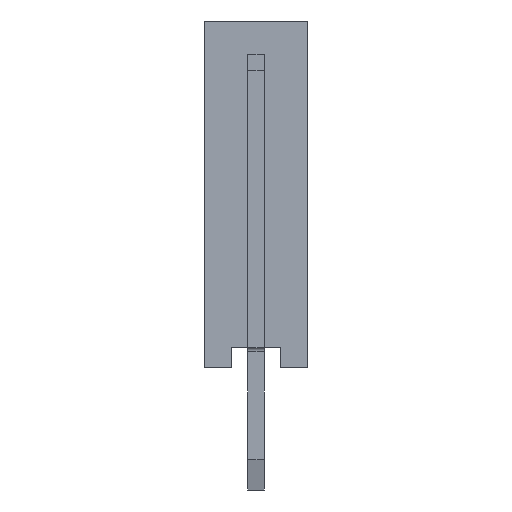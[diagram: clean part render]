
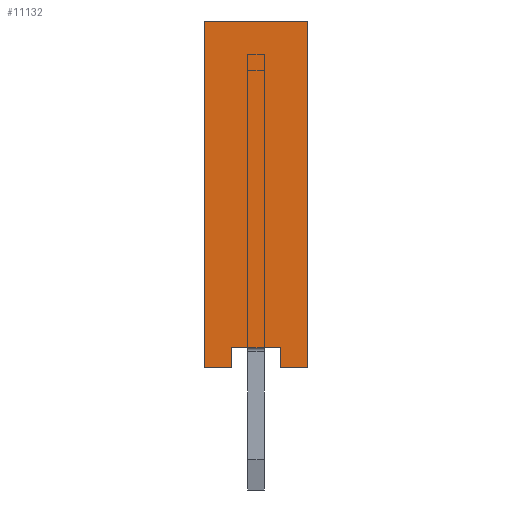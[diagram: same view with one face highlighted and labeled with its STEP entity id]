
A CAD part, left-side view. The second image highlights one B-rep face of the part: STEP entity #11132.
In plain terms, the highlighted planar face has unit normal (-1, 0, 0).
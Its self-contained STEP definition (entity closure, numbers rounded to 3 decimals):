
#11132=ADVANCED_FACE('',(#23888),#23890,.T.);
#23888=FACE_BOUND('',#23889,.T.);
#23889=EDGE_LOOP('',(#34333,#34334,#34335,#34336,#34337,#34338,#34339,#34340));
#23890=PLANE('',#23891);
#23891=AXIS2_PLACEMENT_3D('',#23892,#23893,#23894);
#23892=CARTESIAN_POINT('',(-1.27,1.27,0.));
#23893=DIRECTION('',(-1.,0.,0.));
#23894=DIRECTION('',(0.,-1.,0.));
#34333=ORIENTED_EDGE('',*,*,#40497,.T.);
#34334=ORIENTED_EDGE('',*,*,#40498,.T.);
#34335=ORIENTED_EDGE('',*,*,#40499,.T.);
#34336=ORIENTED_EDGE('',*,*,#40500,.F.);
#34337=ORIENTED_EDGE('',*,*,#40501,.F.);
#34338=ORIENTED_EDGE('',*,*,#40502,.T.);
#34339=ORIENTED_EDGE('',*,*,#40503,.T.);
#34340=ORIENTED_EDGE('',*,*,#38505,.T.);
#38505=EDGE_CURVE('',#44917,#44918,#44919,.T.);
#40497=EDGE_CURVE('',#44918,#47881,#47882,.F.);
#40498=EDGE_CURVE('',#47881,#47883,#47884,.T.);
#40499=EDGE_CURVE('',#47883,#47885,#47886,.T.);
#40500=EDGE_CURVE('',#47887,#47885,#47888,.T.);
#40501=EDGE_CURVE('',#47889,#47887,#47890,.T.);
#40502=EDGE_CURVE('',#47889,#47891,#47892,.T.);
#40503=EDGE_CURVE('',#47891,#44917,#47893,.F.);
#44917=VERTEX_POINT('',#56957);
#44918=VERTEX_POINT('',#56958);
#44919=LINE('',#56959,#56960);
#47881=VERTEX_POINT('',#64205);
#47882=LINE('',#64206,#64207);
#47883=VERTEX_POINT('',#64209);
#47884=LINE('',#64210,#64211);
#47885=VERTEX_POINT('',#64213);
#47886=LINE('',#64214,#64215);
#47887=VERTEX_POINT('',#64217);
#47888=LINE('',#64218,#64219);
#47889=VERTEX_POINT('',#64221);
#47890=LINE('',#64222,#64223);
#47891=VERTEX_POINT('',#64225);
#47892=LINE('',#64226,#64227);
#47893=LINE('',#64229,#64230);
#56957=CARTESIAN_POINT('',(-1.27,0.6,0.5));
#56958=CARTESIAN_POINT('',(-1.27,-0.6,0.5));
#56959=CARTESIAN_POINT('',(-1.27,0.6,0.5));
#56960=VECTOR('',#56961,1.);
#56961=DIRECTION('',(0.,-1.,0.));
#64205=CARTESIAN_POINT('',(-1.27,-0.6,0.));
#64206=CARTESIAN_POINT('',(-1.27,-0.6,0.));
#64207=VECTOR('',#64208,1.);
#64208=DIRECTION('',(0.,0.,1.));
#64209=CARTESIAN_POINT('',(-1.27,-1.27,0.));
#64210=CARTESIAN_POINT('',(-1.27,-0.6,0.));
#64211=VECTOR('',#64212,1.);
#64212=DIRECTION('',(0.,-1.,0.));
#64213=CARTESIAN_POINT('',(-1.27,-1.27,8.5));
#64214=CARTESIAN_POINT('',(-1.27,-1.27,0.));
#64215=VECTOR('',#64216,1.);
#64216=DIRECTION('',(0.,0.,1.));
#64217=CARTESIAN_POINT('',(-1.27,1.27,8.5));
#64218=CARTESIAN_POINT('',(-1.27,1.27,8.5));
#64219=VECTOR('',#64220,1.);
#64220=DIRECTION('',(0.,-1.,0.));
#64221=CARTESIAN_POINT('',(-1.27,1.27,0.));
#64222=CARTESIAN_POINT('',(-1.27,1.27,0.));
#64223=VECTOR('',#64224,1.);
#64224=DIRECTION('',(0.,0.,1.));
#64225=CARTESIAN_POINT('',(-1.27,0.6,0.));
#64226=CARTESIAN_POINT('',(-1.27,1.27,0.));
#64227=VECTOR('',#64228,1.);
#64228=DIRECTION('',(0.,-1.,0.));
#64229=CARTESIAN_POINT('',(-1.27,0.6,0.5));
#64230=VECTOR('',#64231,1.);
#64231=DIRECTION('',(0.,0.,-1.));
